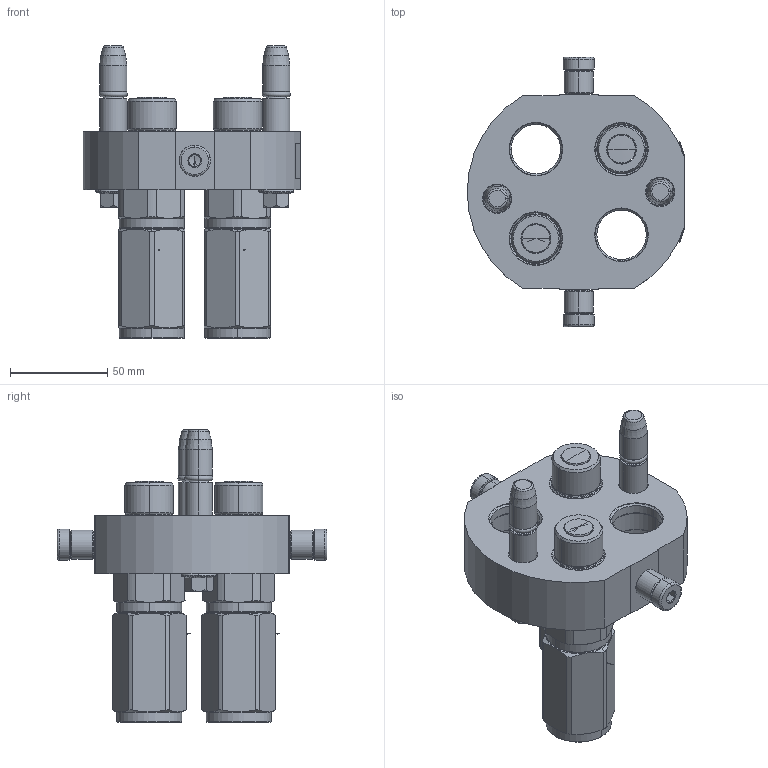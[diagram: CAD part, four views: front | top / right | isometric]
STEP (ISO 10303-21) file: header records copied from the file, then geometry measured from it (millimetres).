
FILE_DESCRIPTION (( 'STEP AP214' ), '1' );
FILE_NAME ('FASTER.step', '2021-04-23T14:21:31', ( '' ), ( '' ), 'SwSTEP 2.0', 'SolidWorks 2017', '' );
FILE_SCHEMA (( 'AUTOMOTIVE_DESIGN' ));
Length unit declared in the file: millimetre
Products named in the file (11): 4830_013_3000_030; et002_piegata; 3ffnp12-34s_m; FASTER; 4830_021_0000_000; P508_M_BASE; 1540_080_0008_000; 4830_010_0000_022; or2_62x9_19_m; 4830_028_1000_011
Assembly tree (16 placements, depth 3):
  FASTER
    P508_M_BASE
      4830_010_0000_022
      4830_013_3000_030  x2
      4830_028_1000_011  x2
      4830_021_0000_000  x2
      1540_080_0008_000  x2
      or2_62x9_19_m  x2
    3ffnp12-34s_m  x2
      3ffnp12-34s_m
    et002_piegata
Bounding box: 111.8 x 138.6 x 150.2 mm (x, y, z)
Volume: 2874.1 mm3; surface area: 98533.5 mm2
Topology: 5 solids, 42 shells, 1472 faces, 4241 edges, 2786 vertices
Faces by surface type: plane 772, cone 270, cylinder 259, torus 92, bspline 79
Entity records: 41552 total; most frequent: CARTESIAN_POINT 11251, ORIENTED_EDGE 5552, DIRECTION 5205, EDGE_CURVE 2980, VERTEX_POINT 1958, VECTOR 1951, LINE 1951, AXIS2_PLACEMENT_3D 1627
